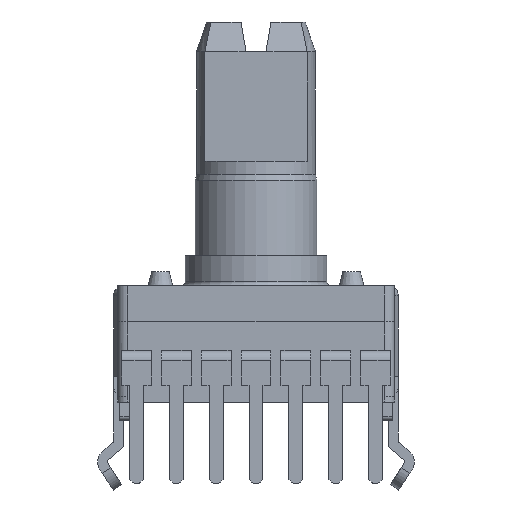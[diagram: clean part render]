
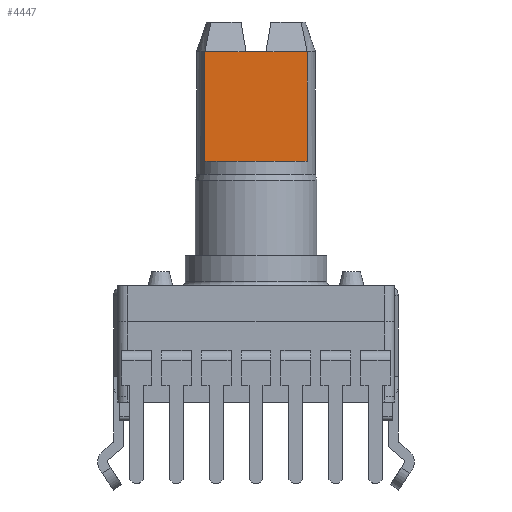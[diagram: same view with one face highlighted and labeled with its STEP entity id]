
A CAD part, front view. The second image highlights one B-rep face of the part: STEP entity #4447.
In plain terms, the highlighted planar face has unit normal (0, -1, 0).
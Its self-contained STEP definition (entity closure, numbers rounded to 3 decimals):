
#1237 = VERTEX_POINT ( 'NONE', #1984 ) ;
#1244 = VERTEX_POINT ( 'NONE', #1991 ) ;
#1246 = VERTEX_POINT ( 'NONE', #2002 ) ;
#1249 = VERTEX_POINT ( 'NONE', #2004 ) ;
#1250 = VERTEX_POINT ( 'NONE', #1998 ) ;
#1984 = CARTESIAN_POINT ( 'NONE',  ( 0.5, -1.515, 17.3 ) ) ;
#1991 = CARTESIAN_POINT ( 'NONE',  ( -0.5, -1.515, 17.3 ) ) ;
#1998 = CARTESIAN_POINT ( 'NONE',  ( 2.572, -1.515, 11.8 ) ) ;
#2002 = CARTESIAN_POINT ( 'NONE',  ( 2.572, -1.515, 17.3 ) ) ;
#2004 = CARTESIAN_POINT ( 'NONE',  ( -2.572, -1.515, 11.8 ) ) ;
#4447 = ADVANCED_FACE ( 'NONE', ( #21653 ), #21237, .F. ) ;
#8697 = LINE ( 'NONE', #9174, #8698 ) ;
#8698 = VECTOR ( 'NONE', #9175, 1000. ) ;
#8699 = VECTOR ( 'NONE', #9196, 1000. ) ;
#8707 = LINE ( 'NONE', #9191, #8699 ) ;
#8709 = LINE ( 'NONE', #9198, #8710 ) ;
#8710 = VECTOR ( 'NONE', #9199, 1000. ) ;
#8711 = LINE ( 'NONE', #9205, #8717 ) ;
#8712 = LINE ( 'NONE', #9203, #8715 ) ;
#8715 = VECTOR ( 'NONE', #9206, 1000. ) ;
#8717 = VECTOR ( 'NONE', #9209, 1000. ) ;
#8723 = LINE ( 'NONE', #9217, #8724 ) ;
#8724 = VECTOR ( 'NONE', #9218, 1000. ) ;
#9174 = CARTESIAN_POINT ( 'NONE',  ( -3.056, -1.515, 17.3 ) ) ;
#9175 = DIRECTION ( 'NONE',  ( 1., 0., 0. ) ) ;
#9191 = CARTESIAN_POINT ( 'NONE',  ( -2.572, -1.515, 11.8 ) ) ;
#9196 = DIRECTION ( 'NONE',  ( -1., 0., 0. ) ) ;
#9198 = CARTESIAN_POINT ( 'NONE',  ( 2.572, -1.515, 11.8 ) ) ;
#9199 = DIRECTION ( 'NONE',  ( 0., 0., 1. ) ) ;
#9203 = CARTESIAN_POINT ( 'NONE',  ( 0.5, -1.515, 17.3 ) ) ;
#9205 = CARTESIAN_POINT ( 'NONE',  ( -3.056, -1.515, 17.3 ) ) ;
#9206 = DIRECTION ( 'NONE',  ( 1., 0., 0. ) ) ;
#9209 = DIRECTION ( 'NONE',  ( 1., 0., 0. ) ) ;
#9217 = CARTESIAN_POINT ( 'NONE',  ( -2.572, -1.515, 11.8 ) ) ;
#9218 = DIRECTION ( 'NONE',  ( 0., 0., 1. ) ) ;
#13052 = ORIENTED_EDGE ( 'NONE', *, *, #24931, .F. ) ;
#13054 = ORIENTED_EDGE ( 'NONE', *, *, #24948, .F. ) ;
#13057 = ORIENTED_EDGE ( 'NONE', *, *, #24939, .F. ) ;
#13074 = ORIENTED_EDGE ( 'NONE', *, *, #24943, .F. ) ;
#13076 = ORIENTED_EDGE ( 'NONE', *, *, #24940, .T. ) ;
#13077 = ORIENTED_EDGE ( 'NONE', *, *, #24944, .F. ) ;
#14261 = EDGE_LOOP ( 'NONE', ( #13052, #13054, #13057, #13076, #13077, #13074 ) ) ;
#16516 = CARTESIAN_POINT ( 'NONE',  ( -2.572, -1.515, 17.3 ) ) ;
#17587 = VERTEX_POINT ( 'NONE', #16516 ) ;
#21236 = CARTESIAN_POINT ( 'NONE',  ( -2.572, -1.515, 11.8 ) ) ;
#21237 = PLANE ( 'NONE',  #21935 ) ;
#21246 = DIRECTION ( 'NONE',  ( 0., 1., 0. ) ) ;
#21247 = DIRECTION ( 'NONE',  ( 0., 0., -1. ) ) ;
#21653 = FACE_OUTER_BOUND ( 'NONE', #14261, .T. ) ;
#21935 = AXIS2_PLACEMENT_3D ( 'NONE', #21236, #21246, #21247 ) ;
#24931 = EDGE_CURVE ( 'NONE', #17587, #1244, #8697, .T. ) ;
#24939 = EDGE_CURVE ( 'NONE', #1250, #1249, #8707, .T. ) ;
#24940 = EDGE_CURVE ( 'NONE', #1250, #1246, #8709, .T. ) ;
#24943 = EDGE_CURVE ( 'NONE', #1244, #1237, #8712, .T. ) ;
#24944 = EDGE_CURVE ( 'NONE', #1237, #1246, #8711, .T. ) ;
#24948 = EDGE_CURVE ( 'NONE', #1249, #17587, #8723, .T. ) ;
